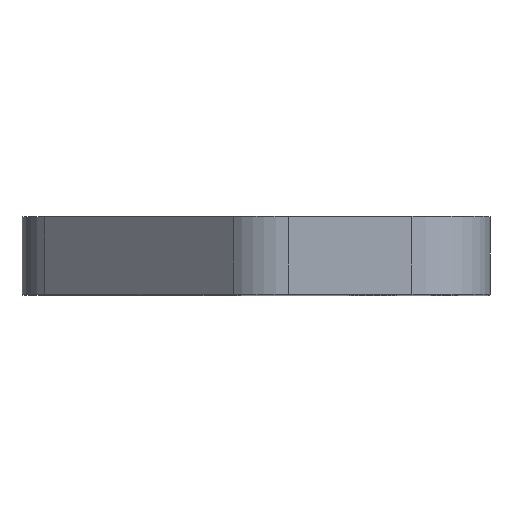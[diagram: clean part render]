
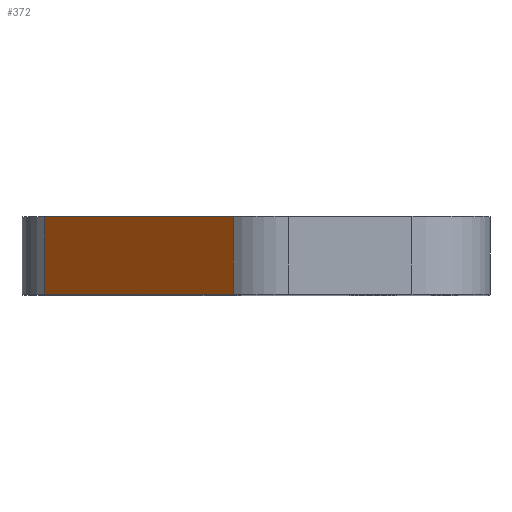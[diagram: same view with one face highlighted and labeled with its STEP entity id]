
A CAD part, top view. The second image highlights one B-rep face of the part: STEP entity #372.
In plain terms, the highlighted planar face has unit normal (-0.707, 0, 0.707).
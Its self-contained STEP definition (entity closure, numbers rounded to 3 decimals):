
#259 = PLANE ( 'NONE',  #745 ) ;
#275 = DIRECTION ( 'NONE',  ( 0.707, 0., -0.707 ) ) ;
#286 = CARTESIAN_POINT ( 'NONE',  ( -4.393, 15., 63.107 ) ) ;
#309 = DIRECTION ( 'NONE',  ( -0.707, 0., -0.707 ) ) ;
#320 = FACE_OUTER_BOUND ( 'NONE', #985, .T. ) ;
#372 = ADVANCED_FACE ( 'NONE', ( #320 ), #259, .F. ) ;
#470 = EDGE_CURVE ( 'NONE', #1745, #1741, #906, .T. ) ;
#472 = EDGE_CURVE ( 'NONE', #1741, #1736, #893, .T. ) ;
#473 = EDGE_CURVE ( 'NONE', #1737, #1736, #882, .T. ) ;
#474 = EDGE_CURVE ( 'NONE', #1745, #1737, #888, .T. ) ;
#602 = VECTOR ( 'NONE', #890, 1000. ) ;
#604 = VECTOR ( 'NONE', #875, 1000. ) ;
#605 = VECTOR ( 'NONE', #883, 1000. ) ;
#607 = VECTOR ( 'NONE', #877, 1000. ) ;
#745 = AXIS2_PLACEMENT_3D ( 'NONE', #286, #275, #309 ) ;
#875 = DIRECTION ( 'NONE',  ( 0.707, 0., 0.707 ) ) ;
#876 = CARTESIAN_POINT ( 'NONE',  ( -4.393, 15., 63.107 ) ) ;
#877 = DIRECTION ( 'NONE',  ( 0., -1., 0. ) ) ;
#880 = CARTESIAN_POINT ( 'NONE',  ( -4.393, 15., 63.107 ) ) ;
#882 = LINE ( 'NONE', #880, #607 ) ;
#883 = DIRECTION ( 'NONE',  ( 0.707, 0., 0.707 ) ) ;
#888 = LINE ( 'NONE', #876, #604 ) ;
#890 = DIRECTION ( 'NONE',  ( 0., -1., 0. ) ) ;
#893 = LINE ( 'NONE', #900, #605 ) ;
#900 = CARTESIAN_POINT ( 'NONE',  ( -4.393, 0., 63.107 ) ) ;
#906 = LINE ( 'NONE', #913, #602 ) ;
#913 = CARTESIAN_POINT ( 'NONE',  ( -40.607, 15., 26.893 ) ) ;
#931 = ORIENTED_EDGE ( 'NONE', *, *, #470, .T. ) ;
#985 = EDGE_LOOP ( 'NONE', ( #1311, #1312, #1313, #931 ) ) ;
#1311 = ORIENTED_EDGE ( 'NONE', *, *, #472, .T. ) ;
#1312 = ORIENTED_EDGE ( 'NONE', *, *, #473, .F. ) ;
#1313 = ORIENTED_EDGE ( 'NONE', *, *, #474, .F. ) ;
#1550 = CARTESIAN_POINT ( 'NONE',  ( -4.393, 0., 63.107 ) ) ;
#1551 = CARTESIAN_POINT ( 'NONE',  ( -4.393, 15., 63.107 ) ) ;
#1555 = CARTESIAN_POINT ( 'NONE',  ( -40.607, 0., 26.893 ) ) ;
#1559 = CARTESIAN_POINT ( 'NONE',  ( -40.607, 15., 26.893 ) ) ;
#1736 = VERTEX_POINT ( 'NONE', #1550 ) ;
#1737 = VERTEX_POINT ( 'NONE', #1551 ) ;
#1741 = VERTEX_POINT ( 'NONE', #1555 ) ;
#1745 = VERTEX_POINT ( 'NONE', #1559 ) ;
